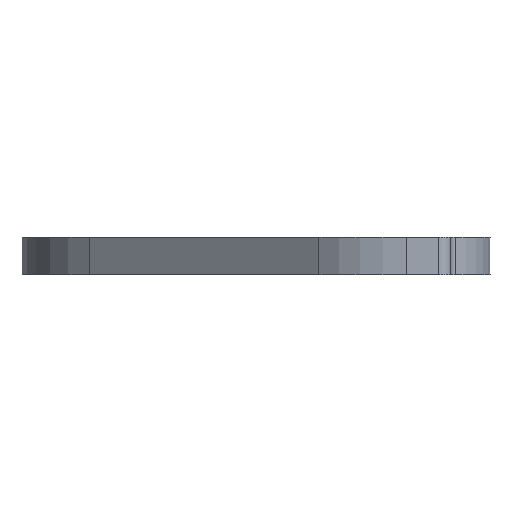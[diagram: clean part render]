
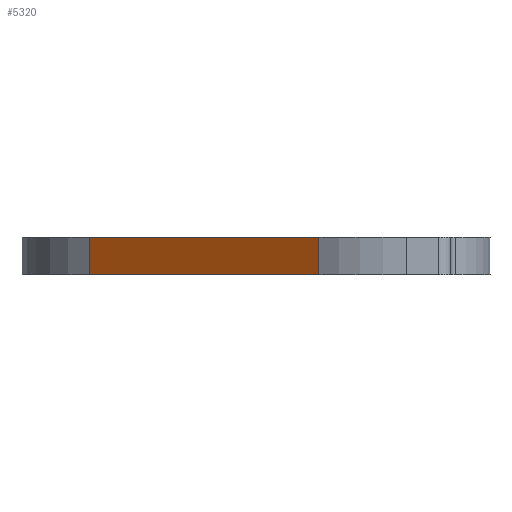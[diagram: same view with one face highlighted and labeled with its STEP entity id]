
A CAD part, left-side view. The second image highlights one B-rep face of the part: STEP entity #5320.
In plain terms, the highlighted planar face has unit normal (-0.779, 0.626, 0).
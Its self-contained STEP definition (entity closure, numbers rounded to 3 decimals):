
#212 = VECTOR ( 'NONE', #1494, 1000. ) ;
#267 = ORIENTED_EDGE ( 'NONE', *, *, #4810, .T. ) ;
#348 = VERTEX_POINT ( 'NONE', #5277 ) ;
#666 = DIRECTION ( 'NONE',  ( -0.627, -0.779, 0. ) ) ;
#1028 = LINE ( 'NONE', #5422, #3804 ) ;
#1120 = CARTESIAN_POINT ( 'NONE',  ( -30.397, 67.434, 8. ) ) ;
#1290 = AXIS2_PLACEMENT_3D ( 'NONE', #2613, #4450, #2674 ) ;
#1454 = CARTESIAN_POINT ( 'NONE',  ( -30.397, 67.434, 8. ) ) ;
#1494 = DIRECTION ( 'NONE',  ( 0., 0., 1. ) ) ;
#1568 = LINE ( 'NONE', #1120, #4735 ) ;
#1650 = CARTESIAN_POINT ( 'NONE',  ( -30.397, 67.434, 0. ) ) ;
#1811 = EDGE_CURVE ( 'NONE', #5469, #4038, #1028, .T. ) ;
#2034 = VERTEX_POINT ( 'NONE', #1650 ) ;
#2180 = PLANE ( 'NONE',  #1290 ) ;
#2267 = ORIENTED_EDGE ( 'NONE', *, *, #2379, .T. ) ;
#2379 = EDGE_CURVE ( 'NONE', #2034, #348, #4452, .T. ) ;
#2613 = CARTESIAN_POINT ( 'NONE',  ( -76.564, 10., 8. ) ) ;
#2674 = DIRECTION ( 'NONE',  ( 0.627, 0.779, 0. ) ) ;
#2875 = DIRECTION ( 'NONE',  ( 0., 0., -1. ) ) ;
#3175 = CARTESIAN_POINT ( 'NONE',  ( -69.947, 18.233, 8. ) ) ;
#3804 = VECTOR ( 'NONE', #5018, 1000. ) ;
#4004 = FACE_OUTER_BOUND ( 'NONE', #4957, .T. ) ;
#4038 = VERTEX_POINT ( 'NONE', #4483 ) ;
#4261 = ORIENTED_EDGE ( 'NONE', *, *, #5005, .T. ) ;
#4450 = DIRECTION ( 'NONE',  ( 0.779, -0.627, 0. ) ) ;
#4452 = LINE ( 'NONE', #4549, #5419 ) ;
#4483 = CARTESIAN_POINT ( 'NONE',  ( -69.947, 18.233, 8. ) ) ;
#4549 = CARTESIAN_POINT ( 'NONE',  ( -76.564, 10., 0. ) ) ;
#4735 = VECTOR ( 'NONE', #2875, 1000. ) ;
#4802 = LINE ( 'NONE', #3175, #212 ) ;
#4810 = EDGE_CURVE ( 'NONE', #348, #4038, #4802, .T. ) ;
#4957 = EDGE_LOOP ( 'NONE', ( #2267, #267, #5315, #4261 ) ) ;
#5005 = EDGE_CURVE ( 'NONE', #5469, #2034, #1568, .T. ) ;
#5018 = DIRECTION ( 'NONE',  ( -0.627, -0.779, 0. ) ) ;
#5277 = CARTESIAN_POINT ( 'NONE',  ( -69.947, 18.233, 0. ) ) ;
#5315 = ORIENTED_EDGE ( 'NONE', *, *, #1811, .F. ) ;
#5320 = ADVANCED_FACE ( 'NONE', ( #4004 ), #2180, .F. ) ;
#5419 = VECTOR ( 'NONE', #666, 1000. ) ;
#5422 = CARTESIAN_POINT ( 'NONE',  ( -76.564, 10., 8. ) ) ;
#5469 = VERTEX_POINT ( 'NONE', #1454 ) ;
